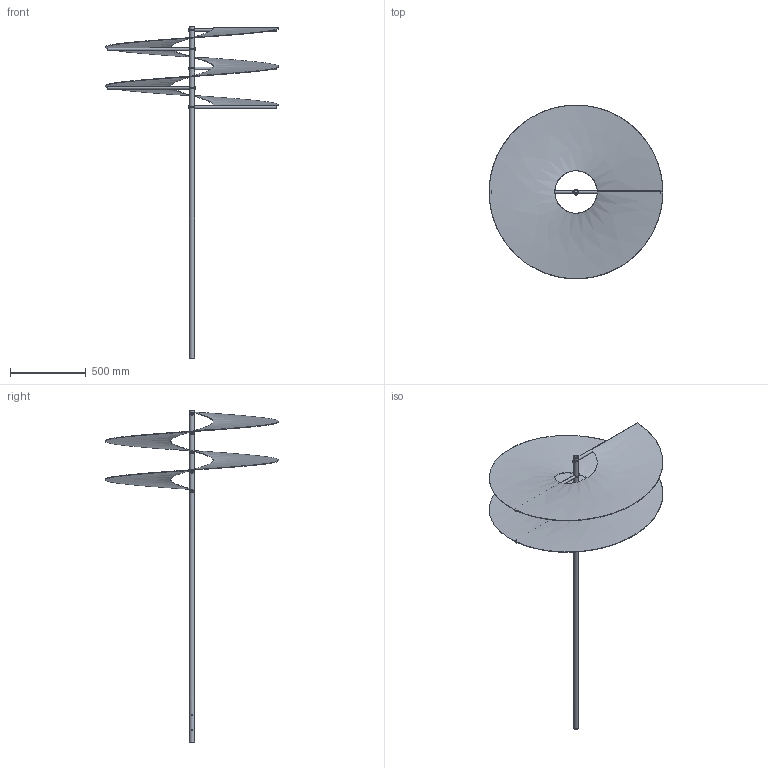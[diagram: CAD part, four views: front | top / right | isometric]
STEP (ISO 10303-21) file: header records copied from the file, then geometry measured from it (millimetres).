
FILE_DESCRIPTION(/* description */ (''),/* implementation_level */ '2;1');
FILE_NAME(/* name */ 'DA_VINCI_PROP_ASM_1_ASM.stp',/* time_stamp */ '2017-01-08T10:57:21-05:00',/* author */ ('jeff1'),/* organization */ (''),/* preprocessor_version */ 'ST-DEVELOPER v16.5',/* originating_system */ 'Autodesk Inventor 2017',/* authorisation */ '');
FILE_SCHEMA (('AUTOMOTIVE_DESIGN { 1 0 10303 214 3 1 1 }'));
Length unit declared in the file: inch
Products named in the file (8): DA_VINCI_PROP_ASM_1_ASM; PART_6_1; PART_1_1; PART_2_1; PART_3_1; PART_4_1; PART_5_1; PART_8_2
Assembly tree (7 placements, depth 2):
  DA_VINCI_PROP_ASM_1_ASM
    PART_6_1
    PART_1_1
    PART_2_1
    PART_3_1
    PART_4_1
    PART_5_1
    PART_8_2
Bounding box: 1142.95 x 1142.97 x 2184.4 mm (x, y, z)
Volume: 6477861.1 mm3; surface area: 4637018.2 mm2
Topology: 6 solids, 7 shells, 60 faces, 219 edges, 149 vertices
Faces by surface type: cylinder 44, plane 14, bspline 2
Full cylindrical faces by diameter (mm): 6.756 x20, 14.478 x5, 19.05 x5, 19.446 x10, 26.67 x1, 33.401 x1
Entity records: 5026 total; most frequent: CARTESIAN_POINT 3475, DIRECTION 222, ORIENTED_EDGE 198, EDGE_LOOP 172, FACE_BOUND 112, EDGE_CURVE 112, VERTEX_POINT 108, AXIS2_PLACEMENT_3D 107
